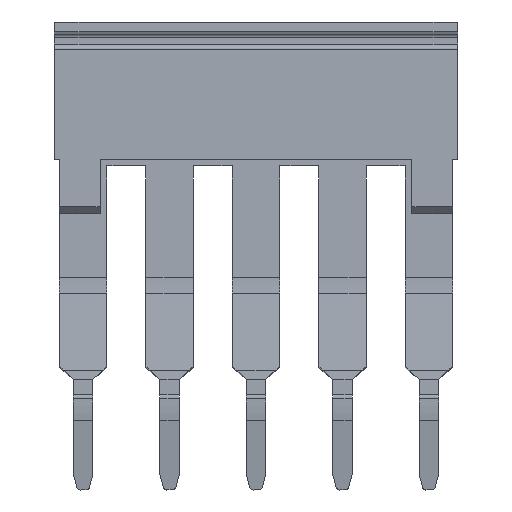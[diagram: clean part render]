
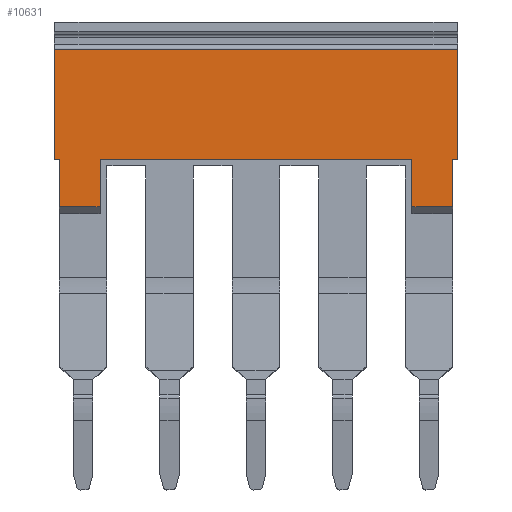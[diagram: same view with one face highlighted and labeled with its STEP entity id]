
A CAD part, front view. The second image highlights one B-rep face of the part: STEP entity #10631.
In plain terms, the highlighted planar face has unit normal (0, -1, 0).
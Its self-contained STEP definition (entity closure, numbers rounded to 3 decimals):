
#10603=AXIS2_PLACEMENT_3D('Plane Axis2P3D',#10600,#10601,#10602) ;
#9939=CARTESIAN_POINT('Vertex',(23.8,0.4,26.012)) ;
#9942=CARTESIAN_POINT('Line Origine',(23.8,0.4,22.762)) ;
#9946=CARTESIAN_POINT('Vertex',(23.8,0.4,19.512)) ;
#10120=CARTESIAN_POINT('Vertex',(0.,0.4,19.512)) ;
#10123=CARTESIAN_POINT('Line Origine',(0.,0.4,22.762)) ;
#10127=CARTESIAN_POINT('Vertex',(0.,0.4,26.012)) ;
#10229=CARTESIAN_POINT('Line Origine',(23.65,0.4,19.512)) ;
#10233=CARTESIAN_POINT('Vertex',(23.5,0.4,19.512)) ;
#10345=CARTESIAN_POINT('Vertex',(2.7,0.4,16.712)) ;
#10348=CARTESIAN_POINT('Line Origine',(1.5,0.4,16.712)) ;
#10352=CARTESIAN_POINT('Vertex',(0.3,0.4,16.712)) ;
#10368=CARTESIAN_POINT('Line Origine',(11.9,0.4,26.012)) ;
#10396=CARTESIAN_POINT('Vertex',(2.7,0.4,19.512)) ;
#10399=CARTESIAN_POINT('Line Origine',(2.7,0.4,18.112)) ;
#10424=CARTESIAN_POINT('Vertex',(0.3,0.4,19.512)) ;
#10427=CARTESIAN_POINT('Line Origine',(0.15,0.4,19.512)) ;
#10449=CARTESIAN_POINT('Line Origine',(0.3,0.4,18.112)) ;
#10463=CARTESIAN_POINT('Line Origine',(11.9,0.4,19.512)) ;
#10467=CARTESIAN_POINT('Vertex',(21.1,0.4,19.512)) ;
#10578=CARTESIAN_POINT('Vertex',(23.5,0.4,16.712)) ;
#10586=CARTESIAN_POINT('Line Origine',(23.5,0.4,18.112)) ;
#10600=CARTESIAN_POINT('Axis2P3D Location',(23.6,0.4,26.012)) ;
#10605=CARTESIAN_POINT('Line Origine',(21.1,0.4,18.112)) ;
#10609=CARTESIAN_POINT('Vertex',(21.1,0.4,16.712)) ;
#10612=CARTESIAN_POINT('Line Origine',(22.3,0.4,16.712)) ;
#9943=DIRECTION('Vector Direction',(0.,0.,1.)) ;
#10124=DIRECTION('Vector Direction',(0.,0.,1.)) ;
#10230=DIRECTION('Vector Direction',(-1.,0.,0.)) ;
#10349=DIRECTION('Vector Direction',(1.,0.,0.)) ;
#10369=DIRECTION('Vector Direction',(1.,0.,0.)) ;
#10400=DIRECTION('Vector Direction',(0.,0.,-1.)) ;
#10428=DIRECTION('Vector Direction',(1.,0.,0.)) ;
#10450=DIRECTION('Vector Direction',(0.,0.,-1.)) ;
#10464=DIRECTION('Vector Direction',(-1.,0.,0.)) ;
#10587=DIRECTION('Vector Direction',(0.,0.,-1.)) ;
#10601=DIRECTION('Axis2P3D Direction',(0.,1.,0.)) ;
#10602=DIRECTION('Axis2P3D XDirection',(0.,0.,-1.)) ;
#10606=DIRECTION('Vector Direction',(0.,0.,-1.)) ;
#10613=DIRECTION('Vector Direction',(-1.,0.,0.)) ;
#9944=VECTOR('Line Direction',#9943,1.) ;
#10125=VECTOR('Line Direction',#10124,1.) ;
#10231=VECTOR('Line Direction',#10230,1.) ;
#10350=VECTOR('Line Direction',#10349,1.) ;
#10370=VECTOR('Line Direction',#10369,1.) ;
#10401=VECTOR('Line Direction',#10400,1.) ;
#10429=VECTOR('Line Direction',#10428,1.) ;
#10451=VECTOR('Line Direction',#10450,1.) ;
#10465=VECTOR('Line Direction',#10464,1.) ;
#10588=VECTOR('Line Direction',#10587,1.) ;
#10607=VECTOR('Line Direction',#10606,1.) ;
#10614=VECTOR('Line Direction',#10613,1.) ;
#10618=ORIENTED_EDGE('',*,*,#10403,.T.) ;
#10619=ORIENTED_EDGE('',*,*,#10469,.T.) ;
#10620=ORIENTED_EDGE('',*,*,#10611,.T.) ;
#10621=ORIENTED_EDGE('',*,*,#10616,.F.) ;
#10622=ORIENTED_EDGE('',*,*,#10590,.T.) ;
#10623=ORIENTED_EDGE('',*,*,#10235,.T.) ;
#10624=ORIENTED_EDGE('',*,*,#9948,.T.) ;
#10625=ORIENTED_EDGE('',*,*,#10372,.T.) ;
#10626=ORIENTED_EDGE('',*,*,#10129,.T.) ;
#10627=ORIENTED_EDGE('',*,*,#10431,.T.) ;
#10628=ORIENTED_EDGE('',*,*,#10453,.T.) ;
#10629=ORIENTED_EDGE('',*,*,#10354,.T.) ;
#10631=ADVANCED_FACE('Kunststoff',(#10630),#10604,.F.) ;
#9948=EDGE_CURVE('',#9947,#9940,#9945,.T.) ;
#10129=EDGE_CURVE('',#10128,#10121,#10126,.F.) ;
#10235=EDGE_CURVE('',#10234,#9947,#10232,.F.) ;
#10354=EDGE_CURVE('',#10353,#10346,#10351,.T.) ;
#10372=EDGE_CURVE('',#9940,#10128,#10371,.F.) ;
#10403=EDGE_CURVE('',#10346,#10397,#10402,.F.) ;
#10431=EDGE_CURVE('',#10121,#10425,#10430,.T.) ;
#10453=EDGE_CURVE('',#10425,#10353,#10452,.T.) ;
#10469=EDGE_CURVE('',#10397,#10468,#10466,.F.) ;
#10590=EDGE_CURVE('',#10579,#10234,#10589,.F.) ;
#10611=EDGE_CURVE('',#10468,#10610,#10608,.T.) ;
#10616=EDGE_CURVE('',#10579,#10610,#10615,.T.) ;
#10617=EDGE_LOOP('',(#10618,#10619,#10620,#10621,#10622,#10623,#10624,#10625,#10626,#10627,#10628,#10629)) ;
#10630=FACE_OUTER_BOUND('',#10617,.T.) ;
#9945=LINE('Line',#9942,#9944) ;
#10126=LINE('Line',#10123,#10125) ;
#10232=LINE('Line',#10229,#10231) ;
#10351=LINE('Line',#10348,#10350) ;
#10371=LINE('Line',#10368,#10370) ;
#10402=LINE('Line',#10399,#10401) ;
#10430=LINE('Line',#10427,#10429) ;
#10452=LINE('Line',#10449,#10451) ;
#10466=LINE('Line',#10463,#10465) ;
#10589=LINE('Line',#10586,#10588) ;
#10608=LINE('Line',#10605,#10607) ;
#10615=LINE('Line',#10612,#10614) ;
#10604=PLANE('',#10603) ;
#9940=VERTEX_POINT('',#9939) ;
#9947=VERTEX_POINT('',#9946) ;
#10121=VERTEX_POINT('',#10120) ;
#10128=VERTEX_POINT('',#10127) ;
#10234=VERTEX_POINT('',#10233) ;
#10346=VERTEX_POINT('',#10345) ;
#10353=VERTEX_POINT('',#10352) ;
#10397=VERTEX_POINT('',#10396) ;
#10425=VERTEX_POINT('',#10424) ;
#10468=VERTEX_POINT('',#10467) ;
#10579=VERTEX_POINT('',#10578) ;
#10610=VERTEX_POINT('',#10609) ;
